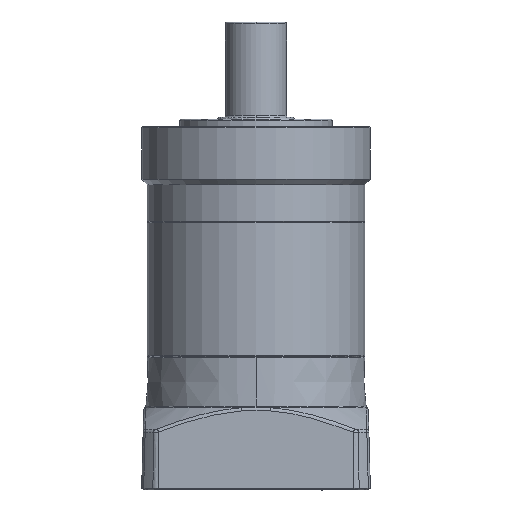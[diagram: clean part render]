
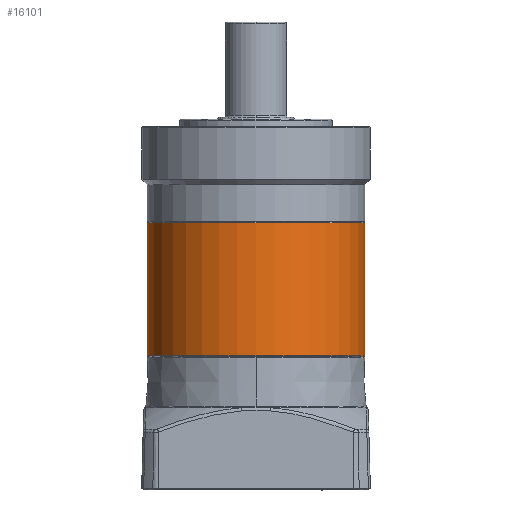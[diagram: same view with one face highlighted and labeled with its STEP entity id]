
A CAD part, front view. The second image highlights one B-rep face of the part: STEP entity #16101.
In plain terms, the highlighted cylindrical face has radius 57 mm (diameter 114 mm), a partial arc.
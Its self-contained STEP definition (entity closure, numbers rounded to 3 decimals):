
#376 = CARTESIAN_POINT ( 'NONE',  ( 57., 0., 70.2 ) ) ;
#632 = LINE ( 'NONE', #13576, #34285 ) ;
#1628 = FACE_OUTER_BOUND ( 'NONE', #5495, .T. ) ;
#4302 = EDGE_CURVE ( 'NONE', #21201, #20865, #632, .T. ) ;
#4670 = ORIENTED_EDGE ( 'NONE', *, *, #4302, .F. ) ;
#5287 = AXIS2_PLACEMENT_3D ( 'NONE', #28061, #7170, #31486 ) ;
#5495 = EDGE_LOOP ( 'NONE', ( #4670, #11427, #9946, #37957, #36734 ) ) ;
#6372 = DIRECTION ( 'NONE',  ( -1., 0., 0. ) ) ;
#6380 = DIRECTION ( 'NONE',  ( 0., 0., -1. ) ) ;
#6421 = CARTESIAN_POINT ( 'NONE',  ( 0., 0., 70.2 ) ) ;
#7170 = DIRECTION ( 'NONE',  ( 0., 0., -1. ) ) ;
#9946 = ORIENTED_EDGE ( 'NONE', *, *, #40457, .T. ) ;
#11427 = ORIENTED_EDGE ( 'NONE', *, *, #17661, .T. ) ;
#12066 = CIRCLE ( 'NONE', #5287, 57. ) ;
#12378 = VERTEX_POINT ( 'NONE', #25970 ) ;
#13074 = DIRECTION ( 'NONE',  ( 0., 0., -1. ) ) ;
#13576 = CARTESIAN_POINT ( 'NONE',  ( 57., 0., 70.5 ) ) ;
#13733 = AXIS2_PLACEMENT_3D ( 'NONE', #42727, #42774, #42767 ) ;
#15061 = CARTESIAN_POINT ( 'NONE',  ( 57., 0., 0.3 ) ) ;
#16101 = ADVANCED_FACE ( 'NONE', ( #1628 ), #27732, .T. ) ;
#16745 = CARTESIAN_POINT ( 'NONE',  ( -57., 0., 70.2 ) ) ;
#17661 = EDGE_CURVE ( 'NONE', #21201, #12378, #23855, .T. ) ;
#18584 = DIRECTION ( 'NONE',  ( -1., 0., 0. ) ) ;
#18627 = DIRECTION ( 'NONE',  ( 0., 0., 1. ) ) ;
#18726 = CARTESIAN_POINT ( 'NONE',  ( 0., 0., 0.3 ) ) ;
#19131 = EDGE_CURVE ( 'NONE', #38756, #30082, #34639, .T. ) ;
#20865 = VERTEX_POINT ( 'NONE', #15061 ) ;
#21201 = VERTEX_POINT ( 'NONE', #376 ) ;
#22079 = EDGE_CURVE ( 'NONE', #30082, #20865, #37340, .T. ) ;
#23855 = CIRCLE ( 'NONE', #34909, 57. ) ;
#25396 = AXIS2_PLACEMENT_3D ( 'NONE', #18726, #18627, #18584 ) ;
#25970 = CARTESIAN_POINT ( 'NONE',  ( 0., -57., 70.2 ) ) ;
#27732 = CYLINDRICAL_SURFACE ( 'NONE', #13733, 57. ) ;
#28061 = CARTESIAN_POINT ( 'NONE',  ( 0., 0., 70.2 ) ) ;
#28496 = CARTESIAN_POINT ( 'NONE',  ( -57., 0., 0.3 ) ) ;
#30082 = VERTEX_POINT ( 'NONE', #28496 ) ;
#31486 = DIRECTION ( 'NONE',  ( -1., 0., 0. ) ) ;
#34285 = VECTOR ( 'NONE', #13074, 1000. ) ;
#34639 = LINE ( 'NONE', #43950, #36215 ) ;
#34909 = AXIS2_PLACEMENT_3D ( 'NONE', #6421, #6380, #6372 ) ;
#36215 = VECTOR ( 'NONE', #43816, 1000. ) ;
#36734 = ORIENTED_EDGE ( 'NONE', *, *, #22079, .T. ) ;
#37340 = CIRCLE ( 'NONE', #25396, 57. ) ;
#37957 = ORIENTED_EDGE ( 'NONE', *, *, #19131, .T. ) ;
#38756 = VERTEX_POINT ( 'NONE', #16745 ) ;
#40457 = EDGE_CURVE ( 'NONE', #12378, #38756, #12066, .T. ) ;
#42727 = CARTESIAN_POINT ( 'NONE',  ( 0., 0., 70.5 ) ) ;
#42767 = DIRECTION ( 'NONE',  ( -1., 0., 0. ) ) ;
#42774 = DIRECTION ( 'NONE',  ( 0., 0., -1. ) ) ;
#43816 = DIRECTION ( 'NONE',  ( 0., 0., -1. ) ) ;
#43950 = CARTESIAN_POINT ( 'NONE',  ( -57., 0., 70.5 ) ) ;
